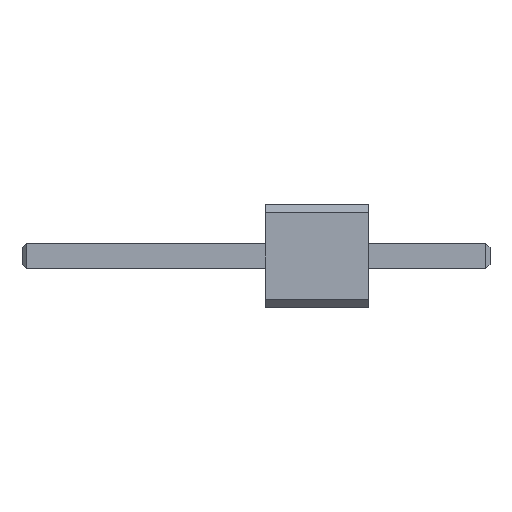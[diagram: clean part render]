
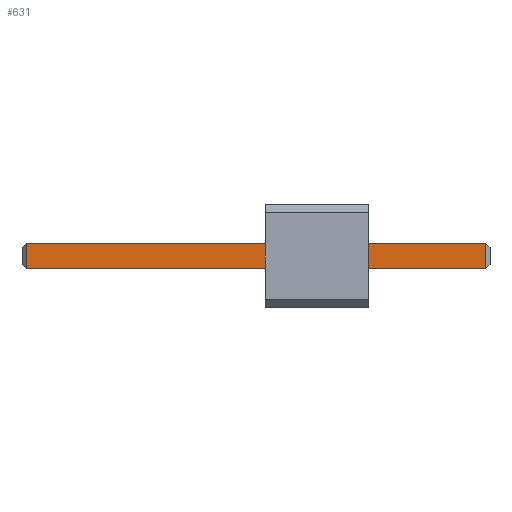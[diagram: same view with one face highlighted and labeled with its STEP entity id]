
A CAD part, left-side view. The second image highlights one B-rep face of the part: STEP entity #631.
In plain terms, the highlighted planar face has unit normal (-1, 0, 0).
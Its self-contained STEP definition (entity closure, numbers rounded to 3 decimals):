
#54 = CARTESIAN_POINT ( 'NONE',  ( 0.95, -3., -1.59 ) ) ;
#78 = DIRECTION ( 'NONE',  ( 0., 1., 0. ) ) ;
#327 = DIRECTION ( 'NONE',  ( -1., 0., 0. ) ) ;
#627 = ORIENTED_EDGE ( 'NONE', *, *, #4906, .T. ) ;
#631 = ADVANCED_FACE ( 'NONE', ( #2897 ), #765, .T. ) ;
#737 = LINE ( 'NONE', #2037, #4863 ) ;
#765 = PLANE ( 'NONE',  #3220 ) ;
#806 = VECTOR ( 'NONE', #78, 1000. ) ;
#811 = VERTEX_POINT ( 'NONE', #3103 ) ;
#1025 = VERTEX_POINT ( 'NONE', #5283 ) ;
#1243 = LINE ( 'NONE', #54, #806 ) ;
#1435 = DIRECTION ( 'NONE',  ( 0., 1., 0. ) ) ;
#1555 = CARTESIAN_POINT ( 'NONE',  ( 0.95, -2.9, -0.95 ) ) ;
#1732 = LINE ( 'NONE', #3113, #3860 ) ;
#1747 = ORIENTED_EDGE ( 'NONE', *, *, #3181, .F. ) ;
#2037 = CARTESIAN_POINT ( 'NONE',  ( 0.95, -2.9, -0.95 ) ) ;
#2126 = CARTESIAN_POINT ( 'NONE',  ( 0.95, 8.44, -1.59 ) ) ;
#2895 = ORIENTED_EDGE ( 'NONE', *, *, #4744, .T. ) ;
#2897 = FACE_OUTER_BOUND ( 'NONE', #4760, .T. ) ;
#2979 = CARTESIAN_POINT ( 'NONE',  ( 0.95, -3., -1.59 ) ) ;
#3008 = DIRECTION ( 'NONE',  ( 0., 0., -1. ) ) ;
#3103 = CARTESIAN_POINT ( 'NONE',  ( 0.95, -2.9, -1.59 ) ) ;
#3113 = CARTESIAN_POINT ( 'NONE',  ( 0.95, 8.44, -1.59 ) ) ;
#3181 = EDGE_CURVE ( 'NONE', #811, #3479, #1243, .T. ) ;
#3220 = AXIS2_PLACEMENT_3D ( 'NONE', #2979, #327, #4633 ) ;
#3479 = VERTEX_POINT ( 'NONE', #2126 ) ;
#3573 = CARTESIAN_POINT ( 'NONE',  ( 0.95, -3., -0.95 ) ) ;
#3860 = VECTOR ( 'NONE', #3008, 1000. ) ;
#3947 = LINE ( 'NONE', #3573, #5601 ) ;
#4069 = ORIENTED_EDGE ( 'NONE', *, *, #5325, .T. ) ;
#4221 = DIRECTION ( 'NONE',  ( 0., 0., 1. ) ) ;
#4633 = DIRECTION ( 'NONE',  ( 0., 0., 1. ) ) ;
#4744 = EDGE_CURVE ( 'NONE', #811, #5474, #737, .T. ) ;
#4760 = EDGE_LOOP ( 'NONE', ( #1747, #2895, #4069, #627 ) ) ;
#4863 = VECTOR ( 'NONE', #4221, 1000. ) ;
#4906 = EDGE_CURVE ( 'NONE', #1025, #3479, #1732, .T. ) ;
#5283 = CARTESIAN_POINT ( 'NONE',  ( 0.95, 8.44, -0.95 ) ) ;
#5325 = EDGE_CURVE ( 'NONE', #5474, #1025, #3947, .T. ) ;
#5474 = VERTEX_POINT ( 'NONE', #1555 ) ;
#5601 = VECTOR ( 'NONE', #1435, 1000. ) ;
